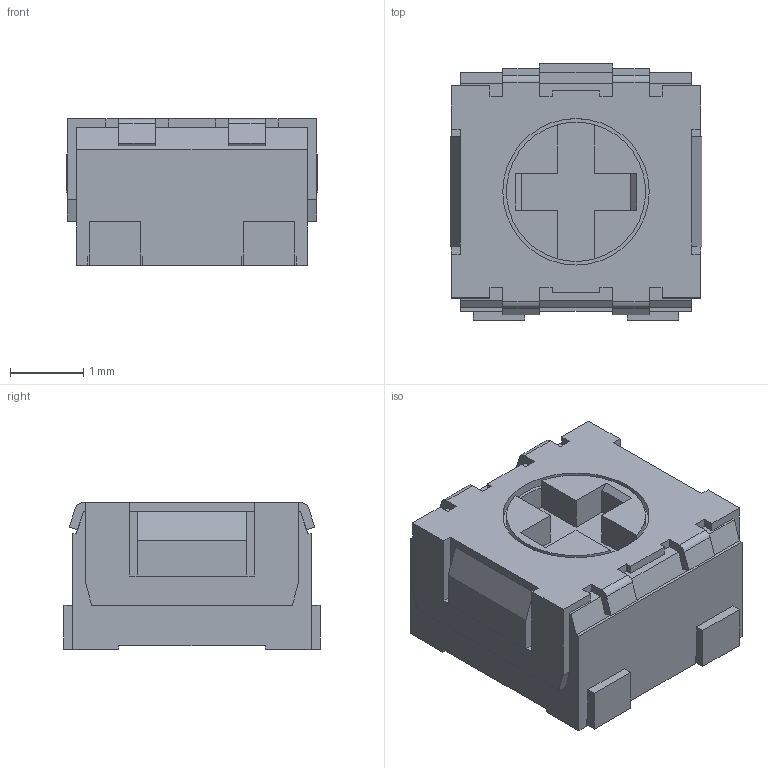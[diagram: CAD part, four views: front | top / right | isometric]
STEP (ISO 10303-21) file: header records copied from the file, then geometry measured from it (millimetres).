
FILE_DESCRIPTION((''),'2;1');
FILE_NAME('C-1-1623916-0','2010-05-26T',('workeradm'),('Tyco Electronics Ltd.'),'PRO/ENGINEER BY PARAMETRIC TECHNOLOGY CORPORATION, 2009300','PRO/ENGINEER BY PARAMETRIC TECHNOLOGY CORPORATION, 2009300','');
FILE_SCHEMA(('AUTOMOTIVE_DESIGN { 1 0 10303 214 1 1 1 1 }'));
Length unit declared in the file: millimetre
Products named in the file (1): C-1-1623916-0
Bounding box: 3.44 x 3.5 x 2 mm (x, y, z)
Volume: 20.2 mm3; surface area: 56 mm2
Topology: 1 solids, 1 shells, 163 faces, 450 edges, 292 vertices
Faces by surface type: plane 151, cylinder 12
Entity records: 6738 total; most frequent: CARTESIAN_POINT 907, ORIENTED_EDGE 900, DIRECTION 800, PRESENTATION_STYLE_ASSIGNMENT 451, STYLED_ITEM 451, CURVE_STYLE 450, EDGE_CURVE 450, VECTOR 426
